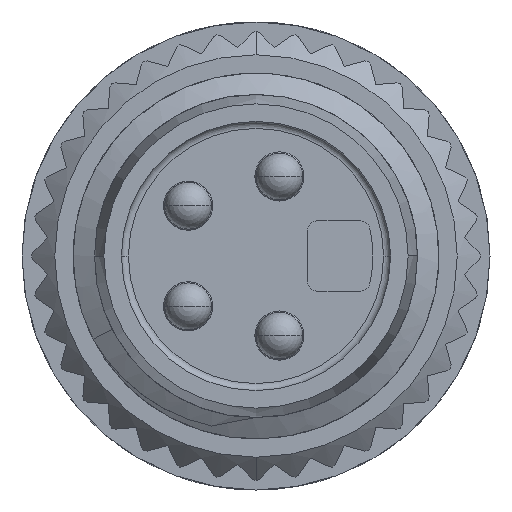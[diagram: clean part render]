
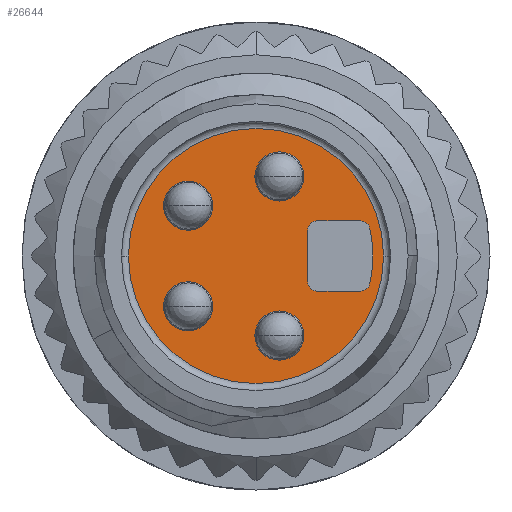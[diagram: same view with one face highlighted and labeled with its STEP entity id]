
A CAD part, front view. The second image highlights one B-rep face of the part: STEP entity #26644.
In plain terms, the highlighted planar face has unit normal (0, -1, 0).
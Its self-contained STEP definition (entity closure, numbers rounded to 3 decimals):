
#9126=CARTESIAN_POINT('',(0.,-82.8,0.));
#9127=DIRECTION('',(0.,-1.,0.));
#9128=DIRECTION('',(1.,0.,0.));
#9129=AXIS2_PLACEMENT_3D('',#9126,#9127,#9128);
#9136=CARTESIAN_POINT('',(-1.45,-82.8,-1.075));
#9137=DIRECTION('',(0.,-1.,0.));
#9138=DIRECTION('',(0.,0.,1.));
#9139=AXIS2_PLACEMENT_3D('',#9136,#9137,#9138);
#9141=CARTESIAN_POINT('',(-1.45,-82.8,-1.075));
#9142=DIRECTION('',(0.,-1.,0.));
#9143=DIRECTION('',(0.,0.,-1.));
#9144=AXIS2_PLACEMENT_3D('',#9141,#9142,#9143);
#9146=CARTESIAN_POINT('',(-1.45,-82.8,1.075));
#9147=DIRECTION('',(0.,-1.,0.));
#9148=DIRECTION('',(0.,0.,1.));
#9149=AXIS2_PLACEMENT_3D('',#9146,#9147,#9148);
#9151=CARTESIAN_POINT('',(-1.45,-82.8,1.075));
#9152=DIRECTION('',(0.,-1.,0.));
#9153=DIRECTION('',(0.,0.,-1.));
#9154=AXIS2_PLACEMENT_3D('',#9151,#9152,#9153);
#9156=CARTESIAN_POINT('',(0.5,-82.8,1.7));
#9157=DIRECTION('',(0.,-1.,0.));
#9158=DIRECTION('',(0.,0.,1.));
#9159=AXIS2_PLACEMENT_3D('',#9156,#9157,#9158);
#9161=CARTESIAN_POINT('',(0.5,-82.8,1.7));
#9162=DIRECTION('',(0.,-1.,0.));
#9163=DIRECTION('',(0.,0.,-1.));
#9164=AXIS2_PLACEMENT_3D('',#9161,#9162,#9163);
#9166=CARTESIAN_POINT('',(0.5,-82.8,-1.7));
#9167=DIRECTION('',(0.,-1.,0.));
#9168=DIRECTION('',(0.,0.,1.));
#9169=AXIS2_PLACEMENT_3D('',#9166,#9167,#9168);
#9171=CARTESIAN_POINT('',(0.5,-82.8,-1.7));
#9172=DIRECTION('',(0.,-1.,0.));
#9173=DIRECTION('',(0.,0.,-1.));
#9174=AXIS2_PLACEMENT_3D('',#9171,#9172,#9173);
#9176=CARTESIAN_POINT('',(0.,-82.8,0.));
#9177=DIRECTION('',(0.,-1.,0.));
#9178=DIRECTION('',(0.971,0.,-0.239));
#9179=AXIS2_PLACEMENT_3D('',#9176,#9177,#9178);
#9181=CARTESIAN_POINT('',(0.,-82.8,0.));
#9182=DIRECTION('',(0.,-1.,0.));
#9183=DIRECTION('',(1.,0.,0.));
#9184=AXIS2_PLACEMENT_3D('',#9181,#9182,#9183);
#9186=CARTESIAN_POINT('',(2.233,-82.8,0.55));
#9187=DIRECTION('',(0.,-1.,0.));
#9188=DIRECTION('',(0.971,0.,0.239));
#9189=AXIS2_PLACEMENT_3D('',#9186,#9187,#9188);
#9191=CARTESIAN_POINT('',(1.3,-82.8,0.55));
#9192=DIRECTION('',(0.,-1.,0.));
#9193=DIRECTION('',(0.,0.,1.));
#9194=AXIS2_PLACEMENT_3D('',#9191,#9192,#9193);
#9196=CARTESIAN_POINT('',(1.3,-82.8,-0.55));
#9197=DIRECTION('',(0.,-1.,0.));
#9198=DIRECTION('',(-1.,0.,0.));
#9199=AXIS2_PLACEMENT_3D('',#9196,#9197,#9198);
#9201=CARTESIAN_POINT('',(2.233,-82.8,-0.55));
#9202=DIRECTION('',(0.,-1.,0.));
#9203=DIRECTION('',(0.,0.,-1.));
#9204=AXIS2_PLACEMENT_3D('',#9201,#9202,#9203);
#9206=CARTESIAN_POINT('',(0.,-82.8,0.));
#9207=DIRECTION('',(0.,-1.,0.));
#9208=DIRECTION('',(-1.,0.,0.));
#9209=AXIS2_PLACEMENT_3D('',#9206,#9207,#9208);
#9579=DIRECTION('',(0.,0.,1.));
#9580=VECTOR('',#9579,1.1);
#9581=CARTESIAN_POINT('',(1.1,-82.8,-0.55));
#9582=LINE('',#9581,#9580);
#9591=DIRECTION('',(-1.,0.,0.));
#9592=VECTOR('',#9591,0.933);
#9593=CARTESIAN_POINT('',(2.233,-82.8,-0.75));
#9594=LINE('',#9593,#9592);
#9603=DIRECTION('',(1.,0.,0.));
#9604=VECTOR('',#9603,0.933);
#9605=CARTESIAN_POINT('',(1.3,-82.8,0.75));
#9606=LINE('',#9605,#9604);
#13979=CARTESIAN_POINT('',(-2.725,-82.8,0.));
#13980=VERTEX_POINT('',#13979);
#13981=CARTESIAN_POINT('',(2.725,-82.8,0.));
#13982=VERTEX_POINT('',#13981);
#13983=CARTESIAN_POINT('',(-1.45,-82.8,-0.55));
#13984=CARTESIAN_POINT('',(-1.45,-82.8,-1.6));
#13985=VERTEX_POINT('',#13983);
#13986=VERTEX_POINT('',#13984);
#13987=CARTESIAN_POINT('',(-1.45,-82.8,1.6));
#13988=CARTESIAN_POINT('',(-1.45,-82.8,0.55));
#13989=VERTEX_POINT('',#13987);
#13990=VERTEX_POINT('',#13988);
#13991=CARTESIAN_POINT('',(0.5,-82.8,2.225));
#13992=CARTESIAN_POINT('',(0.5,-82.8,1.175));
#13993=VERTEX_POINT('',#13991);
#13994=VERTEX_POINT('',#13992);
#13995=CARTESIAN_POINT('',(0.5,-82.8,-1.175));
#13996=CARTESIAN_POINT('',(0.5,-82.8,-2.225));
#13997=VERTEX_POINT('',#13995);
#13998=VERTEX_POINT('',#13996);
#13999=CARTESIAN_POINT('',(2.427,-82.8,-0.598));
#14000=CARTESIAN_POINT('',(2.5,-82.8,0.));
#14001=VERTEX_POINT('',#13999);
#14002=VERTEX_POINT('',#14000);
#14003=CARTESIAN_POINT('',(2.427,-82.8,0.598));
#14004=VERTEX_POINT('',#14003);
#14005=CARTESIAN_POINT('',(2.233,-82.8,0.75));
#14006=VERTEX_POINT('',#14005);
#14007=CARTESIAN_POINT('',(1.3,-82.8,0.75));
#14008=VERTEX_POINT('',#14007);
#14009=CARTESIAN_POINT('',(1.1,-82.8,0.55));
#14010=VERTEX_POINT('',#14009);
#14011=CARTESIAN_POINT('',(1.1,-82.8,-0.55));
#14012=VERTEX_POINT('',#14011);
#14013=CARTESIAN_POINT('',(1.3,-82.8,-0.75));
#14014=VERTEX_POINT('',#14013);
#14015=CARTESIAN_POINT('',(2.233,-82.8,-0.75));
#14016=VERTEX_POINT('',#14015);
#26590=CARTESIAN_POINT('',(0.,-82.8,0.));
#26591=DIRECTION('',(0.,-1.,0.));
#26592=DIRECTION('',(1.,0.,0.));
#26593=AXIS2_PLACEMENT_3D('',#26590,#26591,#26592);
#26594=PLANE('',#26593);
#26596=ORIENTED_EDGE('',*,*,#26595,.F.);
#26597=ORIENTED_EDGE('',*,*,#26580,.F.);
#26598=EDGE_LOOP('',(#26596,#26597));
#26599=FACE_OUTER_BOUND('',#26598,.F.);
#26601=ORIENTED_EDGE('',*,*,#26600,.T.);
#26603=ORIENTED_EDGE('',*,*,#26602,.T.);
#26604=EDGE_LOOP('',(#26601,#26603));
#26605=FACE_BOUND('',#26604,.F.);
#26607=ORIENTED_EDGE('',*,*,#26606,.T.);
#26609=ORIENTED_EDGE('',*,*,#26608,.T.);
#26610=EDGE_LOOP('',(#26607,#26609));
#26611=FACE_BOUND('',#26610,.F.);
#26613=ORIENTED_EDGE('',*,*,#26612,.T.);
#26615=ORIENTED_EDGE('',*,*,#26614,.T.);
#26616=EDGE_LOOP('',(#26613,#26615));
#26617=FACE_BOUND('',#26616,.F.);
#26619=ORIENTED_EDGE('',*,*,#26618,.T.);
#26621=ORIENTED_EDGE('',*,*,#26620,.T.);
#26622=EDGE_LOOP('',(#26619,#26621));
#26623=FACE_BOUND('',#26622,.F.);
#26625=ORIENTED_EDGE('',*,*,#26624,.T.);
#26627=ORIENTED_EDGE('',*,*,#26626,.T.);
#26629=ORIENTED_EDGE('',*,*,#26628,.T.);
#26631=ORIENTED_EDGE('',*,*,#26630,.F.);
#26633=ORIENTED_EDGE('',*,*,#26632,.T.);
#26635=ORIENTED_EDGE('',*,*,#26634,.F.);
#26637=ORIENTED_EDGE('',*,*,#26636,.T.);
#26639=ORIENTED_EDGE('',*,*,#26638,.F.);
#26641=ORIENTED_EDGE('',*,*,#26640,.T.);
#26642=EDGE_LOOP('',(#26625,#26627,#26629,#26631,#26633,#26635,#26637,#26639,
#26641));
#26643=FACE_BOUND('',#26642,.F.);
#9130=CIRCLE('',#9129,2.725);
#9140=CIRCLE('',#9139,0.525);
#9145=CIRCLE('',#9144,0.525);
#9150=CIRCLE('',#9149,0.525);
#9155=CIRCLE('',#9154,0.525);
#9160=CIRCLE('',#9159,0.525);
#9165=CIRCLE('',#9164,0.525);
#9170=CIRCLE('',#9169,0.525);
#9175=CIRCLE('',#9174,0.525);
#9180=CIRCLE('',#9179,2.5);
#9185=CIRCLE('',#9184,2.5);
#9190=CIRCLE('',#9189,0.2);
#9195=CIRCLE('',#9194,0.2);
#9200=CIRCLE('',#9199,0.2);
#9205=CIRCLE('',#9204,0.2);
#9210=CIRCLE('',#9209,2.725);
#26580=EDGE_CURVE('',#13982,#13980,#9130,.T.);
#26595=EDGE_CURVE('',#13980,#13982,#9210,.T.);
#26600=EDGE_CURVE('',#13985,#13986,#9140,.T.);
#26602=EDGE_CURVE('',#13986,#13985,#9145,.T.);
#26606=EDGE_CURVE('',#13989,#13990,#9150,.T.);
#26608=EDGE_CURVE('',#13990,#13989,#9155,.T.);
#26612=EDGE_CURVE('',#13993,#13994,#9160,.T.);
#26614=EDGE_CURVE('',#13994,#13993,#9165,.T.);
#26618=EDGE_CURVE('',#13997,#13998,#9170,.T.);
#26620=EDGE_CURVE('',#13998,#13997,#9175,.T.);
#26624=EDGE_CURVE('',#14001,#14002,#9180,.T.);
#26626=EDGE_CURVE('',#14002,#14004,#9185,.T.);
#26628=EDGE_CURVE('',#14004,#14006,#9190,.T.);
#26630=EDGE_CURVE('',#14008,#14006,#9606,.T.);
#26632=EDGE_CURVE('',#14008,#14010,#9195,.T.);
#26634=EDGE_CURVE('',#14012,#14010,#9582,.T.);
#26636=EDGE_CURVE('',#14012,#14014,#9200,.T.);
#26638=EDGE_CURVE('',#14016,#14014,#9594,.T.);
#26640=EDGE_CURVE('',#14016,#14001,#9205,.T.);
#26644=ADVANCED_FACE('',(#26599,#26605,#26611,#26617,#26623,#26643),#26594,.T.);
